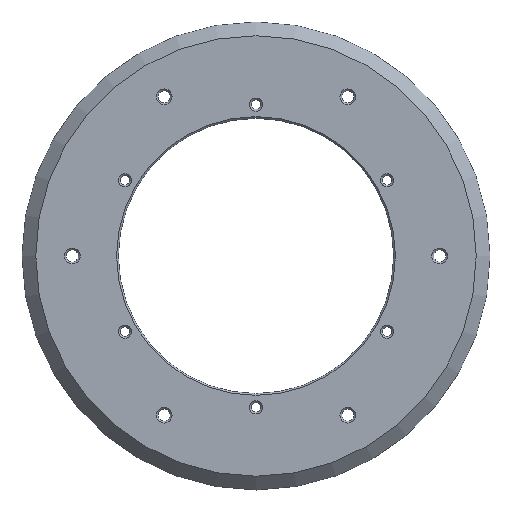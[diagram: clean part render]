
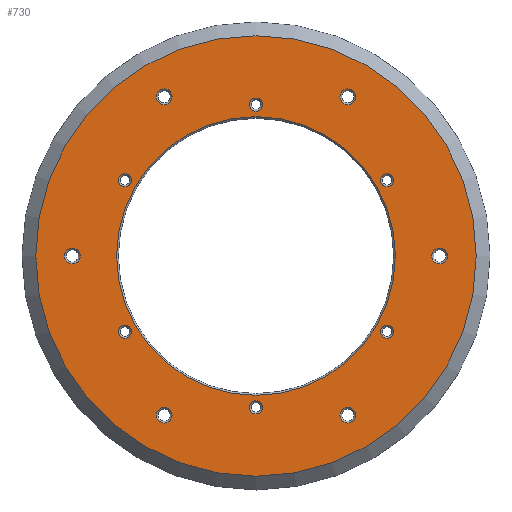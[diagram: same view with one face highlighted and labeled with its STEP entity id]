
A CAD part, top view. The second image highlights one B-rep face of the part: STEP entity #730.
In plain terms, the highlighted planar face has unit normal (0, 0, 1).
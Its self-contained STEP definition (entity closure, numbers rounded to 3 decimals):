
#25=PLANE('',#853);
#140=ORIENTED_EDGE('',*,*,#246,.T.);
#141=ORIENTED_EDGE('',*,*,#194,.T.);
#142=ORIENTED_EDGE('',*,*,#198,.T.);
#143=ORIENTED_EDGE('',*,*,#202,.T.);
#144=ORIENTED_EDGE('',*,*,#206,.T.);
#145=ORIENTED_EDGE('',*,*,#210,.T.);
#146=ORIENTED_EDGE('',*,*,#247,.T.);
#147=ORIENTED_EDGE('',*,*,#248,.T.);
#148=ORIENTED_EDGE('',*,*,#216,.T.);
#149=ORIENTED_EDGE('',*,*,#222,.T.);
#150=ORIENTED_EDGE('',*,*,#228,.T.);
#151=ORIENTED_EDGE('',*,*,#234,.T.);
#152=ORIENTED_EDGE('',*,*,#240,.T.);
#153=ORIENTED_EDGE('',*,*,#249,.T.);
#194=EDGE_CURVE('',#262,#262,#330,.T.);
#198=EDGE_CURVE('',#266,#266,#334,.T.);
#202=EDGE_CURVE('',#270,#270,#338,.T.);
#206=EDGE_CURVE('',#274,#274,#342,.T.);
#210=EDGE_CURVE('',#278,#278,#346,.T.);
#216=EDGE_CURVE('',#284,#284,#352,.T.);
#222=EDGE_CURVE('',#290,#290,#358,.T.);
#228=EDGE_CURVE('',#296,#296,#364,.T.);
#234=EDGE_CURVE('',#302,#302,#370,.T.);
#240=EDGE_CURVE('',#308,#308,#376,.T.);
#246=EDGE_CURVE('',#314,#314,#382,.F.);
#247=EDGE_CURVE('',#315,#315,#383,.T.);
#248=EDGE_CURVE('',#316,#316,#384,.T.);
#249=EDGE_CURVE('',#317,#317,#385,.T.);
#262=VERTEX_POINT('',#1139);
#266=VERTEX_POINT('',#1150);
#270=VERTEX_POINT('',#1161);
#274=VERTEX_POINT('',#1172);
#278=VERTEX_POINT('',#1183);
#284=VERTEX_POINT('',#1200);
#290=VERTEX_POINT('',#1217);
#296=VERTEX_POINT('',#1234);
#302=VERTEX_POINT('',#1251);
#308=VERTEX_POINT('',#1268);
#314=VERTEX_POINT('',#1284);
#315=VERTEX_POINT('',#1286);
#316=VERTEX_POINT('',#1288);
#317=VERTEX_POINT('',#1290);
#330=CIRCLE('',#761,0.95);
#334=CIRCLE('',#768,0.95);
#338=CIRCLE('',#775,0.95);
#342=CIRCLE('',#782,0.95);
#346=CIRCLE('',#789,0.95);
#352=CIRCLE('',#800,1.15);
#358=CIRCLE('',#811,1.15);
#364=CIRCLE('',#822,1.15);
#370=CIRCLE('',#833,1.15);
#376=CIRCLE('',#844,1.15);
#382=CIRCLE('',#854,32.);
#383=CIRCLE('',#855,0.95);
#384=CIRCLE('',#856,20.25);
#385=CIRCLE('',#857,1.15);
#480=EDGE_LOOP('',(#140));
#481=EDGE_LOOP('',(#141));
#482=EDGE_LOOP('',(#142));
#483=EDGE_LOOP('',(#143));
#484=EDGE_LOOP('',(#144));
#485=EDGE_LOOP('',(#145));
#486=EDGE_LOOP('',(#146));
#487=EDGE_LOOP('',(#147));
#488=EDGE_LOOP('',(#148));
#489=EDGE_LOOP('',(#149));
#490=EDGE_LOOP('',(#150));
#491=EDGE_LOOP('',(#151));
#492=EDGE_LOOP('',(#152));
#493=EDGE_LOOP('',(#153));
#616=FACE_BOUND('',#480,.T.);
#617=FACE_BOUND('',#481,.T.);
#618=FACE_BOUND('',#482,.T.);
#619=FACE_BOUND('',#483,.T.);
#620=FACE_BOUND('',#484,.T.);
#621=FACE_BOUND('',#485,.T.);
#622=FACE_BOUND('',#486,.T.);
#623=FACE_BOUND('',#487,.T.);
#624=FACE_BOUND('',#488,.T.);
#625=FACE_BOUND('',#489,.T.);
#626=FACE_BOUND('',#490,.T.);
#627=FACE_BOUND('',#491,.T.);
#628=FACE_BOUND('',#492,.T.);
#629=FACE_BOUND('',#493,.T.);
#730=ADVANCED_FACE('',(#616,#617,#618,#619,#620,#621,#622,#623,#624,#625,
#626,#627,#628,#629),#25,.F.);
#761=AXIS2_PLACEMENT_3D('',#1138,#891,#892);
#768=AXIS2_PLACEMENT_3D('',#1149,#905,#906);
#775=AXIS2_PLACEMENT_3D('',#1160,#919,#920);
#782=AXIS2_PLACEMENT_3D('',#1171,#933,#934);
#789=AXIS2_PLACEMENT_3D('',#1182,#947,#948);
#800=AXIS2_PLACEMENT_3D('',#1199,#969,#970);
#811=AXIS2_PLACEMENT_3D('',#1216,#991,#992);
#822=AXIS2_PLACEMENT_3D('',#1233,#1013,#1014);
#833=AXIS2_PLACEMENT_3D('',#1250,#1035,#1036);
#844=AXIS2_PLACEMENT_3D('',#1267,#1057,#1058);
#853=AXIS2_PLACEMENT_3D('',#1282,#1075,#1076);
#854=AXIS2_PLACEMENT_3D('',#1283,#1077,#1078);
#855=AXIS2_PLACEMENT_3D('',#1285,#1079,#1080);
#856=AXIS2_PLACEMENT_3D('',#1287,#1081,#1082);
#857=AXIS2_PLACEMENT_3D('',#1289,#1083,#1084);
#891=DIRECTION('',(0.,0.,-1.));
#892=DIRECTION('',(-0.5,0.866,0.));
#905=DIRECTION('',(0.,0.,-1.));
#906=DIRECTION('',(0.5,0.866,0.));
#919=DIRECTION('',(0.,0.,-1.));
#920=DIRECTION('',(1.,0.,0.));
#933=DIRECTION('',(0.,0.,-1.));
#934=DIRECTION('',(0.5,-0.866,0.));
#947=DIRECTION('',(0.,0.,-1.));
#948=DIRECTION('',(-0.5,-0.866,0.));
#969=DIRECTION('',(0.,0.,-1.));
#970=DIRECTION('',(-0.5,0.866,0.));
#991=DIRECTION('',(0.,0.,-1.));
#992=DIRECTION('',(0.5,0.866,0.));
#1013=DIRECTION('',(0.,0.,-1.));
#1014=DIRECTION('',(1.,0.,0.));
#1035=DIRECTION('',(0.,0.,-1.));
#1036=DIRECTION('',(0.5,-0.866,0.));
#1057=DIRECTION('',(0.,0.,-1.));
#1058=DIRECTION('',(-0.5,-0.866,0.));
#1075=DIRECTION('',(0.,0.,-1.));
#1076=DIRECTION('',(-1.,0.,0.));
#1077=DIRECTION('',(0.,0.,-1.));
#1078=DIRECTION('',(-1.,0.,0.));
#1079=DIRECTION('',(0.,0.,-1.));
#1080=DIRECTION('',(-1.,0.,0.));
#1081=DIRECTION('',(0.,0.,-1.));
#1082=DIRECTION('',(-1.,0.,0.));
#1083=DIRECTION('',(0.,0.,-1.));
#1084=DIRECTION('',(-1.,0.,0.));
#1138=CARTESIAN_POINT('',(19.053,11.,-4.5));
#1139=CARTESIAN_POINT('',(18.578,11.823,-4.5));
#1149=CARTESIAN_POINT('',(19.053,-11.,-4.5));
#1150=CARTESIAN_POINT('',(19.528,-10.177,-4.5));
#1160=CARTESIAN_POINT('',(0.,-22.,-4.5));
#1161=CARTESIAN_POINT('',(0.95,-22.,-4.5));
#1171=CARTESIAN_POINT('',(-19.053,-11.,-4.5));
#1172=CARTESIAN_POINT('',(-18.578,-11.823,-4.5));
#1182=CARTESIAN_POINT('',(-19.053,11.,-4.5));
#1183=CARTESIAN_POINT('',(-19.528,10.177,-4.5));
#1199=CARTESIAN_POINT('',(-13.35,23.123,-4.5));
#1200=CARTESIAN_POINT('',(-13.925,24.119,-4.5));
#1216=CARTESIAN_POINT('',(13.35,23.123,-4.5));
#1217=CARTESIAN_POINT('',(13.925,24.119,-4.5));
#1233=CARTESIAN_POINT('',(26.7,0.,-4.5));
#1234=CARTESIAN_POINT('',(27.85,0.,-4.5));
#1250=CARTESIAN_POINT('',(13.35,-23.123,-4.5));
#1251=CARTESIAN_POINT('',(13.925,-24.119,-4.5));
#1267=CARTESIAN_POINT('',(-13.35,-23.123,-4.5));
#1268=CARTESIAN_POINT('',(-13.925,-24.119,-4.5));
#1282=CARTESIAN_POINT('',(0.,0.,-4.5));
#1283=CARTESIAN_POINT('',(0.,0.,-4.5));
#1284=CARTESIAN_POINT('',(-32.,0.,-4.5));
#1285=CARTESIAN_POINT('',(0.,22.,-4.5));
#1286=CARTESIAN_POINT('',(-0.95,22.,-4.5));
#1287=CARTESIAN_POINT('',(0.,0.,-4.5));
#1288=CARTESIAN_POINT('',(-20.25,0.,-4.5));
#1289=CARTESIAN_POINT('',(-26.7,0.,-4.5));
#1290=CARTESIAN_POINT('',(-27.85,0.,-4.5));
